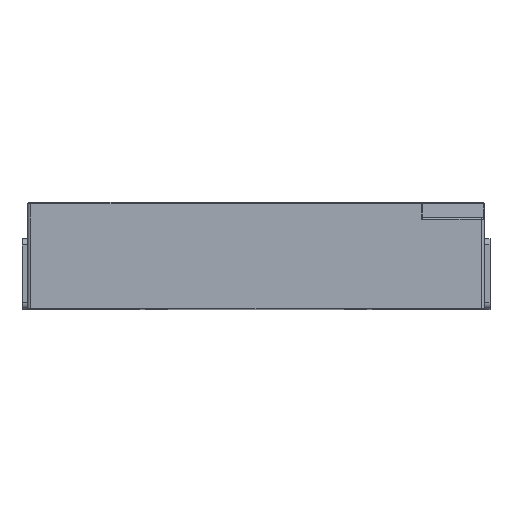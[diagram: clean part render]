
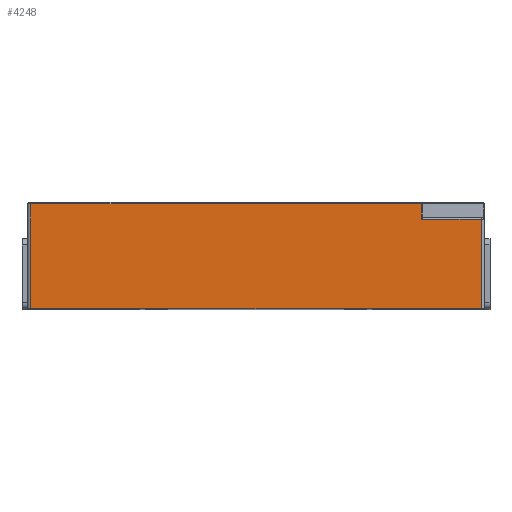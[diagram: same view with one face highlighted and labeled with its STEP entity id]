
A CAD part, top view. The second image highlights one B-rep face of the part: STEP entity #4248.
In plain terms, the highlighted planar face has unit normal (0, 0, 1).
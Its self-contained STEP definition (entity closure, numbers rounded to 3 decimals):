
#508=LINE('',#6859,#955);
#515=LINE('',#6894,#962);
#523=LINE('',#6955,#970);
#525=LINE('',#6978,#972);
#528=LINE('',#6985,#975);
#529=LINE('',#6987,#976);
#955=VECTOR('',#5574,10.);
#962=VECTOR('',#5613,10.);
#970=VECTOR('',#5651,10.);
#972=VECTOR('',#5669,10.);
#975=VECTOR('',#5678,10.);
#976=VECTOR('',#5681,10.);
#1230=FACE_OUTER_BOUND('',#1478,.T.);
#1478=EDGE_LOOP('',(#3584,#3585,#3586,#3587,#3588,#3589));
#1991=VERTEX_POINT('',#6856);
#1992=VERTEX_POINT('',#6858);
#2001=VERTEX_POINT('',#6882);
#2004=VERTEX_POINT('',#6892);
#2015=VERTEX_POINT('',#6954);
#2019=VERTEX_POINT('',#6973);
#2524=EDGE_CURVE('',#1992,#1991,#508,.T.);
#2542=EDGE_CURVE('',#2004,#2001,#515,.T.);
#2561=EDGE_CURVE('',#2001,#2015,#523,.T.);
#2569=EDGE_CURVE('',#2015,#2019,#525,.T.);
#2573=EDGE_CURVE('',#2019,#1991,#528,.T.);
#2574=EDGE_CURVE('',#1992,#2004,#529,.T.);
#3584=ORIENTED_EDGE('',*,*,#2569,.F.);
#3585=ORIENTED_EDGE('',*,*,#2561,.F.);
#3586=ORIENTED_EDGE('',*,*,#2542,.F.);
#3587=ORIENTED_EDGE('',*,*,#2574,.F.);
#3588=ORIENTED_EDGE('',*,*,#2524,.T.);
#3589=ORIENTED_EDGE('',*,*,#2573,.F.);
#4041=PLANE('',#4641);
#4248=ADVANCED_FACE('',(#1230),#4041,.T.);
#4641=AXIS2_PLACEMENT_3D('',#6986,#5679,#5680);
#5574=DIRECTION('',(1.,0.,0.));
#5613=DIRECTION('',(1.,0.,0.));
#5651=DIRECTION('',(0.,-1.,0.));
#5669=DIRECTION('',(1.,0.,0.));
#5678=DIRECTION('',(0.,-1.,0.));
#5679=DIRECTION('center_axis',(0.,0.,1.));
#5680=DIRECTION('ref_axis',(1.,0.,0.));
#5681=DIRECTION('',(0.,1.,0.));
#6856=CARTESIAN_POINT('',(74.,0.,75.));
#6858=CARTESIAN_POINT('',(-74.,0.,75.));
#6859=CARTESIAN_POINT('',(-75.,0.,75.));
#6882=CARTESIAN_POINT('',(54.449,34.5,75.));
#6892=CARTESIAN_POINT('',(-74.,34.5,75.));
#6894=CARTESIAN_POINT('',(-37.5,34.5,75.));
#6954=CARTESIAN_POINT('',(54.449,29.5,75.));
#6955=CARTESIAN_POINT('',(54.449,20.,75.));
#6973=CARTESIAN_POINT('',(74.,29.5,75.));
#6978=CARTESIAN_POINT('',(-5.089,29.5,75.));
#6985=CARTESIAN_POINT('',(74.,0.,75.));
#6986=CARTESIAN_POINT('Origin',(-75.,0.,75.));
#6987=CARTESIAN_POINT('',(-74.,0.,75.));
